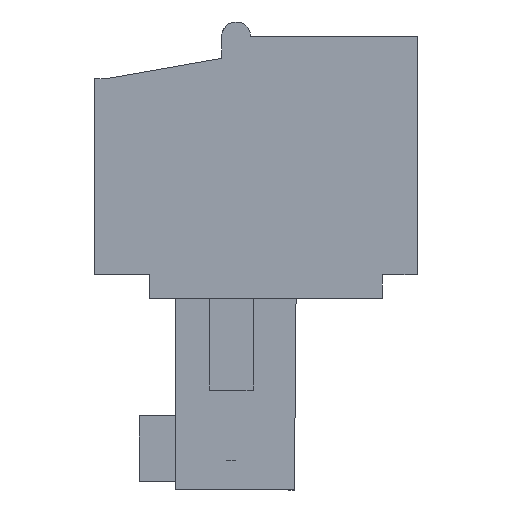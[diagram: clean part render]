
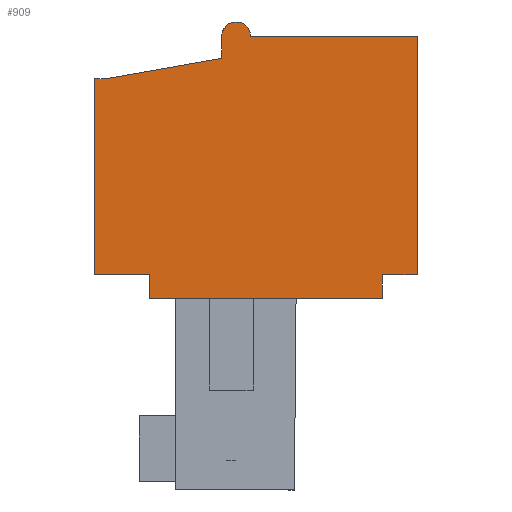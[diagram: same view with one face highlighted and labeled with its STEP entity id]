
A CAD part, left-side view. The second image highlights one B-rep face of the part: STEP entity #909.
In plain terms, the highlighted planar face has unit normal (-1, 0, 0).
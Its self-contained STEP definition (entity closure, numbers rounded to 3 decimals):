
#825=AXIS2_PLACEMENT_3D('Plane Axis2P3D',#822,#823,#824) ;
#843=AXIS2_PLACEMENT_3D('Circle Axis2P3D',#841,#842,$) ;
#40=CARTESIAN_POINT('Vertex',(0.,1.2,7.4)) ;
#45=CARTESIAN_POINT('Line Origine',(0.,1.2,7.)) ;
#49=CARTESIAN_POINT('Vertex',(0.,1.2,6.6)) ;
#705=CARTESIAN_POINT('Vertex',(0.,0.,7.4)) ;
#708=CARTESIAN_POINT('Line Origine',(0.,0.6,7.4)) ;
#822=CARTESIAN_POINT('Axis2P3D Location',(0.,0.,0.)) ;
#827=CARTESIAN_POINT('Line Origine',(0.,0.,11.5)) ;
#831=CARTESIAN_POINT('Vertex',(0.,0.,15.6)) ;
#834=CARTESIAN_POINT('Line Origine',(0.,2.865,15.6)) ;
#838=CARTESIAN_POINT('Vertex',(0.,5.73,15.6)) ;
#841=CARTESIAN_POINT('Axis2P3D Location',(0.,6.23,15.6)) ;
#845=CARTESIAN_POINT('Vertex',(0.,6.73,15.6)) ;
#848=CARTESIAN_POINT('Line Origine',(0.,6.73,15.225)) ;
#852=CARTESIAN_POINT('Vertex',(0.,6.73,14.85)) ;
#855=CARTESIAN_POINT('Line Origine',(0.,8.715,14.5)) ;
#859=CARTESIAN_POINT('Vertex',(0.,10.7,14.15)) ;
#862=CARTESIAN_POINT('Line Origine',(0.,10.9,14.15)) ;
#866=CARTESIAN_POINT('Vertex',(0.,11.1,14.15)) ;
#869=CARTESIAN_POINT('Line Origine',(0.,11.1,10.775)) ;
#873=CARTESIAN_POINT('Vertex',(0.,11.1,7.4)) ;
#876=CARTESIAN_POINT('Line Origine',(0.,10.15,7.4)) ;
#880=CARTESIAN_POINT('Vertex',(0.,9.2,7.4)) ;
#883=CARTESIAN_POINT('Line Origine',(0.,9.2,7.)) ;
#887=CARTESIAN_POINT('Vertex',(0.,9.2,6.6)) ;
#890=CARTESIAN_POINT('Line Origine',(0.,5.2,6.6)) ;
#46=DIRECTION('Vector Direction',(0.,0.,-1.)) ;
#709=DIRECTION('Vector Direction',(0.,1.,0.)) ;
#823=DIRECTION('Axis2P3D Direction',(-1.,0.,0.)) ;
#824=DIRECTION('Axis2P3D XDirection',(0.,0.,1.)) ;
#828=DIRECTION('Vector Direction',(0.,0.,-1.)) ;
#835=DIRECTION('Vector Direction',(0.,-1.,0.)) ;
#842=DIRECTION('Axis2P3D Direction',(-1.,0.,0.)) ;
#849=DIRECTION('Vector Direction',(0.,0.,1.)) ;
#856=DIRECTION('Vector Direction',(0.,-0.985,0.174)) ;
#863=DIRECTION('Vector Direction',(0.,-1.,0.)) ;
#870=DIRECTION('Vector Direction',(0.,0.,1.)) ;
#877=DIRECTION('Vector Direction',(0.,1.,0.)) ;
#884=DIRECTION('Vector Direction',(0.,0.,1.)) ;
#891=DIRECTION('Vector Direction',(0.,1.,0.)) ;
#47=VECTOR('Line Direction',#46,1.) ;
#710=VECTOR('Line Direction',#709,1.) ;
#829=VECTOR('Line Direction',#828,1.) ;
#836=VECTOR('Line Direction',#835,1.) ;
#850=VECTOR('Line Direction',#849,1.) ;
#857=VECTOR('Line Direction',#856,1.) ;
#864=VECTOR('Line Direction',#863,1.) ;
#871=VECTOR('Line Direction',#870,1.) ;
#878=VECTOR('Line Direction',#877,1.) ;
#885=VECTOR('Line Direction',#884,1.) ;
#892=VECTOR('Line Direction',#891,1.) ;
#896=ORIENTED_EDGE('',*,*,#833,.T.) ;
#897=ORIENTED_EDGE('',*,*,#840,.T.) ;
#898=ORIENTED_EDGE('',*,*,#847,.T.) ;
#899=ORIENTED_EDGE('',*,*,#854,.T.) ;
#900=ORIENTED_EDGE('',*,*,#861,.T.) ;
#901=ORIENTED_EDGE('',*,*,#868,.T.) ;
#902=ORIENTED_EDGE('',*,*,#875,.T.) ;
#903=ORIENTED_EDGE('',*,*,#882,.T.) ;
#904=ORIENTED_EDGE('',*,*,#889,.T.) ;
#905=ORIENTED_EDGE('',*,*,#894,.T.) ;
#906=ORIENTED_EDGE('',*,*,#51,.T.) ;
#907=ORIENTED_EDGE('',*,*,#712,.T.) ;
#909=ADVANCED_FACE('HOUSING',(#908),#826,.T.) ;
#844=CIRCLE('generated circle',#843,0.5) ;
#51=EDGE_CURVE('',#50,#41,#48,.F.) ;
#712=EDGE_CURVE('',#41,#706,#711,.F.) ;
#833=EDGE_CURVE('',#706,#832,#830,.F.) ;
#840=EDGE_CURVE('',#832,#839,#837,.F.) ;
#847=EDGE_CURVE('',#839,#846,#844,.T.) ;
#854=EDGE_CURVE('',#846,#853,#851,.F.) ;
#861=EDGE_CURVE('',#853,#860,#858,.F.) ;
#868=EDGE_CURVE('',#860,#867,#865,.F.) ;
#875=EDGE_CURVE('',#867,#874,#872,.F.) ;
#882=EDGE_CURVE('',#874,#881,#879,.F.) ;
#889=EDGE_CURVE('',#881,#888,#886,.F.) ;
#894=EDGE_CURVE('',#888,#50,#893,.F.) ;
#895=EDGE_LOOP('',(#896,#897,#898,#899,#900,#901,#902,#903,#904,#905,#906,#907)) ;
#908=FACE_OUTER_BOUND('',#895,.T.) ;
#48=LINE('Line',#45,#47) ;
#711=LINE('Line',#708,#710) ;
#830=LINE('Line',#827,#829) ;
#837=LINE('Line',#834,#836) ;
#851=LINE('Line',#848,#850) ;
#858=LINE('Line',#855,#857) ;
#865=LINE('Line',#862,#864) ;
#872=LINE('Line',#869,#871) ;
#879=LINE('Line',#876,#878) ;
#886=LINE('Line',#883,#885) ;
#893=LINE('Line',#890,#892) ;
#826=PLANE('',#825) ;
#41=VERTEX_POINT('',#40) ;
#50=VERTEX_POINT('',#49) ;
#706=VERTEX_POINT('',#705) ;
#832=VERTEX_POINT('',#831) ;
#839=VERTEX_POINT('',#838) ;
#846=VERTEX_POINT('',#845) ;
#853=VERTEX_POINT('',#852) ;
#860=VERTEX_POINT('',#859) ;
#867=VERTEX_POINT('',#866) ;
#874=VERTEX_POINT('',#873) ;
#881=VERTEX_POINT('',#880) ;
#888=VERTEX_POINT('',#887) ;
